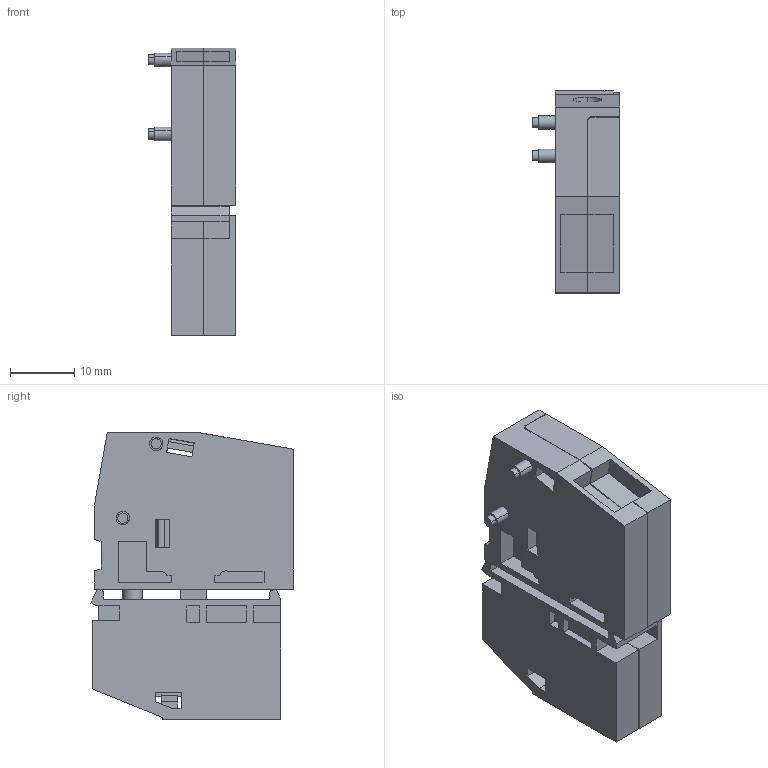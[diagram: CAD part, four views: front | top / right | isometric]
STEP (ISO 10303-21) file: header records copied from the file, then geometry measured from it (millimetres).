
FILE_DESCRIPTION(('CATIA V5 STEP Exchange','CAx-IF Rec.Pracs.--- Model Styling and Organization---1.2---2011-12-15'),'2;1');
FILE_NAME ('D1462099_0', '2017-07-20T12:48:20+00:00', ('none'), ('Weidmueller'), 'CATIA Version 5-6 Release 2014', 'CATIA V5 STEP AP214', 'none');
FILE_SCHEMA(('AUTOMOTIVE_DESIGN { 1 0 10303 214 1 1 1 1 }'));
Length unit declared in the file: millimetre
Products named in the file (1): 2439410000
Bounding box: 13.7 x 31.59 x 44.9 mm (x, y, z)
Volume: 10876.1 mm3; surface area: 7288.7 mm2
Topology: 4 solids, 4 shells, 387 faces, 1058 edges, 700 vertices
Faces by surface type: plane 346, cylinder 41
Entity records: 12199 total; most frequent: CARTESIAN_POINT 2366, ORIENTED_EDGE 2116, DIRECTION 1627, EDGE_CURVE 1058, VECTOR 966, LINE 966, VERTEX_POINT 700, EDGE_LOOP 422
